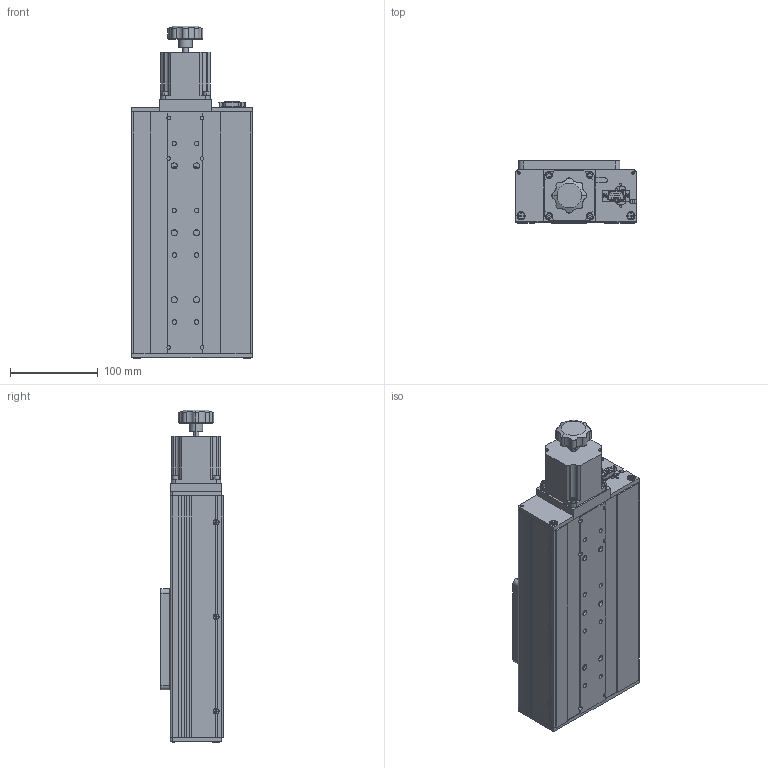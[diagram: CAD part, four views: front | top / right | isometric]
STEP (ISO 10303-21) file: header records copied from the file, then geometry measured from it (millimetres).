
FILE_DESCRIPTION (( 'STEP AP214' ), '1' );
FILE_NAME ('08PMT-100.STEP', '2018-10-05T02:46:52', ( '' ), ( '' ), 'SwSTEP 2.0', 'SolidWorks 2016', '' );
FILE_SCHEMA (( 'AUTOMOTIVE_DESIGN' ));
Length unit declared in the file: millimetre
Products named in the file (1): 08PMT-100
Bounding box: 137 x 71 x 377.8 mm (x, y, z)
Surface area: 281816 mm2 (no closed solid volume)
Topology: 0 solids, 62 shells, 804 faces, 2865 edges, 2094 vertices
Faces by surface type: plane 384, cylinder 302, cone 82, torus 26, sphere 10
Entity records: 40453 total; most frequent: CARTESIAN_POINT 6590, DIRECTION 5441, ORIENTED_EDGE 4512, EDGE_CURVE 2859, VERTEX_POINT 2090, AXIS2_PLACEMENT_3D 1867, LINE 1707, VECTOR 1707
